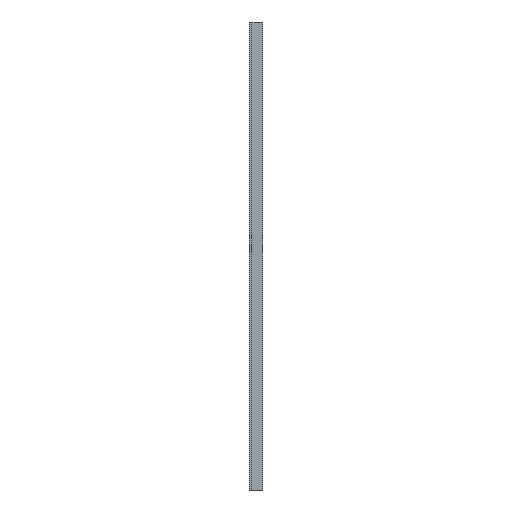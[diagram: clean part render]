
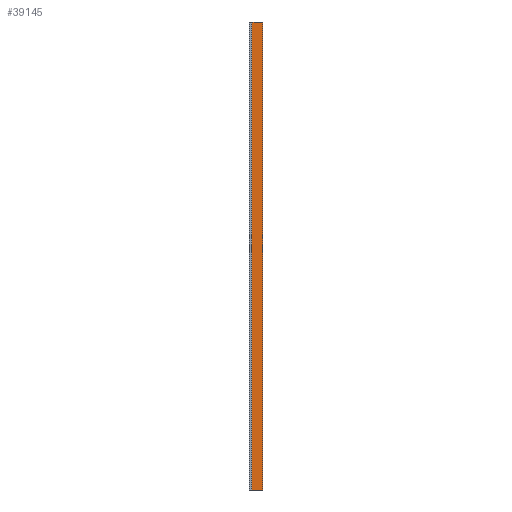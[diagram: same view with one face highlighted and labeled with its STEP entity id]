
A CAD part, left-side view. The second image highlights one B-rep face of the part: STEP entity #39145.
In plain terms, the highlighted planar face has unit normal (-1, 0, 0).
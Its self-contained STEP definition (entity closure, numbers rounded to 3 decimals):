
#215=DIRECTION('',(0.,-1.,0.));
#216=VECTOR('',#215,47.);
#217=CARTESIAN_POINT('',(-85.,47.,-1000.));
#218=LINE('',#217,#216);
#6927=DIRECTION('',(0.,0.,1.));
#6928=VECTOR('',#6927,2000.);
#6929=CARTESIAN_POINT('',(-85.,0.,-1000.));
#6930=LINE('',#6929,#6928);
#12211=DIRECTION('',(0.,0.,1.));
#12212=VECTOR('',#12211,2000.);
#12213=CARTESIAN_POINT('',(-85.,47.,-1000.));
#12214=LINE('',#12213,#12212);
#12327=DIRECTION('',(0.,-1.,0.));
#12328=VECTOR('',#12327,47.);
#12329=CARTESIAN_POINT('',(-85.,47.,1000.));
#12330=LINE('',#12329,#12328);
#24055=CARTESIAN_POINT('',(-85.,47.,-1000.));
#24056=CARTESIAN_POINT('',(-85.,0.,-1000.));
#24057=VERTEX_POINT('',#24055);
#24058=VERTEX_POINT('',#24056);
#24079=CARTESIAN_POINT('',(-85.,47.,1000.));
#24080=CARTESIAN_POINT('',(-85.,0.,1000.));
#24081=VERTEX_POINT('',#24079);
#24082=VERTEX_POINT('',#24080);
#39132=CARTESIAN_POINT('',(-85.,47.,-1000.));
#39133=DIRECTION('',(-1.,0.,0.));
#39134=DIRECTION('',(0.,-1.,0.));
#39135=AXIS2_PLACEMENT_3D('',#39132,#39133,#39134);
#39136=PLANE('',#39135);
#39137=ORIENTED_EDGE('',*,*,#31970,.F.);
#39139=ORIENTED_EDGE('',*,*,#39138,.T.);
#39141=ORIENTED_EDGE('',*,*,#39140,.T.);
#39142=ORIENTED_EDGE('',*,*,#36007,.F.);
#39143=EDGE_LOOP('',(#39137,#39139,#39141,#39142));
#39144=FACE_OUTER_BOUND('',#39143,.F.);
#31970=EDGE_CURVE('',#24057,#24058,#218,.T.);
#36007=EDGE_CURVE('',#24058,#24082,#6930,.T.);
#39138=EDGE_CURVE('',#24057,#24081,#12214,.T.);
#39140=EDGE_CURVE('',#24081,#24082,#12330,.T.);
#39145=ADVANCED_FACE('',(#39144),#39136,.T.);
